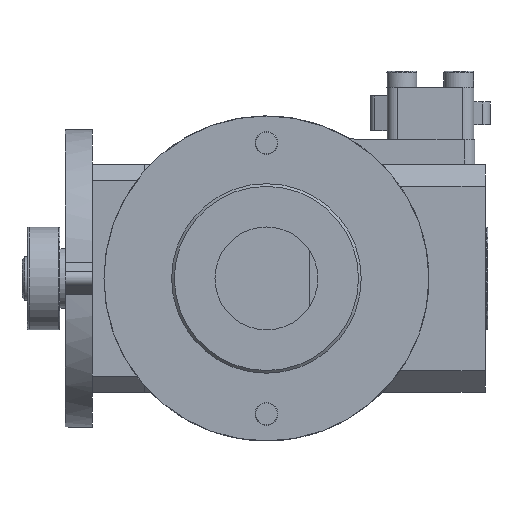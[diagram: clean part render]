
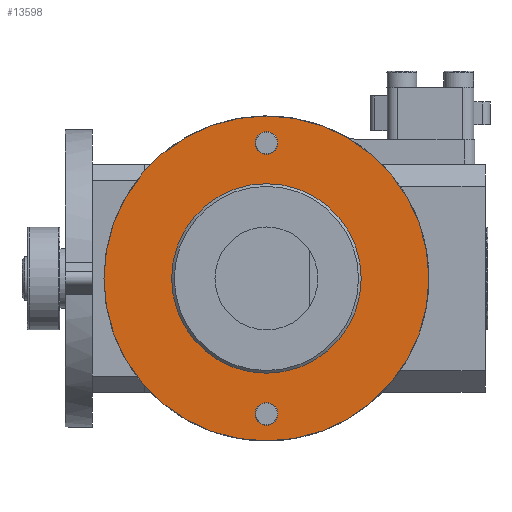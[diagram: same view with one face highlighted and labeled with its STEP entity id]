
A CAD part, left-side view. The second image highlights one B-rep face of the part: STEP entity #13598.
In plain terms, the highlighted planar face has unit normal (-1, 0, 0).
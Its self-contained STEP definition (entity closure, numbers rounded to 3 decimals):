
#529=FACE_BOUND('',#2419,.T.);
#530=FACE_BOUND('',#2420,.T.);
#531=FACE_BOUND('',#2421,.T.);
#923=PLANE('',#15146);
#1584=FACE_OUTER_BOUND('',#2418,.T.);
#2418=EDGE_LOOP('',(#11285));
#2419=EDGE_LOOP('',(#11286));
#2420=EDGE_LOOP('',(#11287));
#2421=EDGE_LOOP('',(#11288));
#5024=CIRCLE('',#15115,2.1);
#5025=CIRCLE('',#15117,2.1);
#5032=CIRCLE('',#15128,30.);
#5039=CIRCLE('',#15143,17.5);
#6170=VERTEX_POINT('',#23486);
#6171=VERTEX_POINT('',#23490);
#6178=VERTEX_POINT('',#23515);
#6188=VERTEX_POINT('',#23550);
#7972=EDGE_CURVE('',#6170,#6170,#5024,.T.);
#7974=EDGE_CURVE('',#6171,#6171,#5025,.T.);
#7988=EDGE_CURVE('',#6178,#6178,#5032,.T.);
#8004=EDGE_CURVE('',#6188,#6188,#5039,.T.);
#11285=ORIENTED_EDGE('',*,*,#7988,.F.);
#11286=ORIENTED_EDGE('',*,*,#7972,.T.);
#11287=ORIENTED_EDGE('',*,*,#7974,.T.);
#11288=ORIENTED_EDGE('',*,*,#8004,.T.);
#13598=ADVANCED_FACE('',(#1584,#529,#530,#531),#923,.F.);
#15115=AXIS2_PLACEMENT_3D('',#23488,#18659,#18660);
#15117=AXIS2_PLACEMENT_3D('',#23492,#18664,#18665);
#15128=AXIS2_PLACEMENT_3D('',#23517,#18693,#18694);
#15143=AXIS2_PLACEMENT_3D('',#23551,#18732,#18733);
#15146=AXIS2_PLACEMENT_3D('',#23556,#18739,#18740);
#18659=DIRECTION('center_axis',(1.,0.,0.));
#18660=DIRECTION('ref_axis',(0.,0.,
-1.));
#18664=DIRECTION('center_axis',(1.,0.,0.));
#18665=DIRECTION('ref_axis',(0.,0.,
-1.));
#18693=DIRECTION('center_axis',(1.,0.,0.));
#18694=DIRECTION('ref_axis',(0.,0.,
-1.));
#18732=DIRECTION('center_axis',(1.,0.,0.));
#18733=DIRECTION('ref_axis',(0.,0.,
1.));
#18739=DIRECTION('center_axis',(1.,0.,0.));
#18740=DIRECTION('ref_axis',(0.,-1.,0.));
#23486=CARTESIAN_POINT('',(-26.1,7.875,-22.9));
#23488=CARTESIAN_POINT('Origin',(-26.1,7.875,-25.));
#23490=CARTESIAN_POINT('',(-26.1,7.875,27.1));
#23492=CARTESIAN_POINT('Origin',(-26.1,7.875,25.));
#23515=CARTESIAN_POINT('',(-26.1,7.875,30.));
#23517=CARTESIAN_POINT('Origin',(-26.1,7.875,0.));
#23550=CARTESIAN_POINT('',(-26.1,7.875,-17.5));
#23551=CARTESIAN_POINT('Origin',(-26.1,7.875,0.));
#23556=CARTESIAN_POINT('Origin',(-26.1,7.875,0.));
